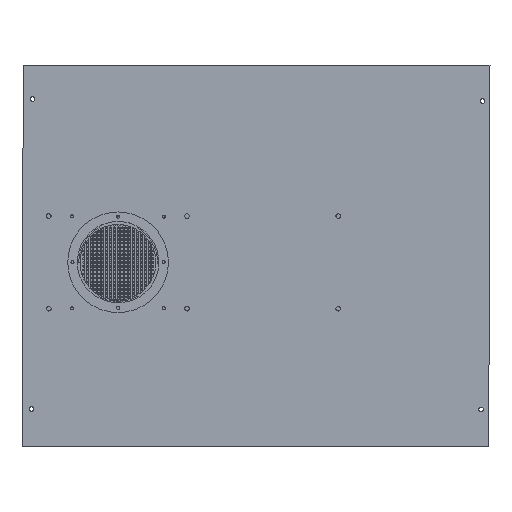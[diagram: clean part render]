
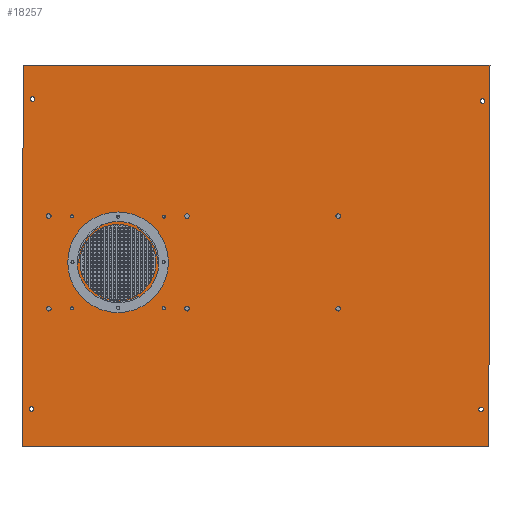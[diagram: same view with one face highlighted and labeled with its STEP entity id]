
A CAD part, top view. The second image highlights one B-rep face of the part: STEP entity #18257.
In plain terms, the highlighted planar face has unit normal (0, 0, 1).
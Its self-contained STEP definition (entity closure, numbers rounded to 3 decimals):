
#490=FACE_BOUND('',#2914,.T.);
#491=FACE_BOUND('',#2915,.T.);
#492=FACE_BOUND('',#2916,.T.);
#493=FACE_BOUND('',#2917,.T.);
#494=FACE_BOUND('',#2918,.T.);
#495=FACE_BOUND('',#2919,.T.);
#496=FACE_BOUND('',#2920,.T.);
#497=FACE_BOUND('',#2921,.T.);
#498=FACE_BOUND('',#2922,.T.);
#499=FACE_BOUND('',#2923,.T.);
#500=FACE_BOUND('',#2924,.T.);
#501=FACE_BOUND('',#2925,.T.);
#502=FACE_BOUND('',#2926,.T.);
#503=FACE_BOUND('',#2927,.T.);
#504=FACE_BOUND('',#2928,.T.);
#505=FACE_BOUND('',#2929,.T.);
#506=FACE_BOUND('',#2930,.T.);
#507=FACE_BOUND('',#2931,.T.);
#508=FACE_BOUND('',#2932,.T.);
#1900=PLANE('',#19407);
#2057=FACE_OUTER_BOUND('',#2913,.T.);
#2913=EDGE_LOOP('',(#12736,#12737,#12738,#12739));
#2914=EDGE_LOOP('',(#12740));
#2915=EDGE_LOOP('',(#12741));
#2916=EDGE_LOOP('',(#12742));
#2917=EDGE_LOOP('',(#12743));
#2918=EDGE_LOOP('',(#12744));
#2919=EDGE_LOOP('',(#12745));
#2920=EDGE_LOOP('',(#12746));
#2921=EDGE_LOOP('',(#12747));
#2922=EDGE_LOOP('',(#12748));
#2923=EDGE_LOOP('',(#12749));
#2924=EDGE_LOOP('',(#12750));
#2925=EDGE_LOOP('',(#12751));
#2926=EDGE_LOOP('',(#12752));
#2927=EDGE_LOOP('',(#12753));
#2928=EDGE_LOOP('',(#12754));
#2929=EDGE_LOOP('',(#12755));
#2930=EDGE_LOOP('',(#12756));
#2931=EDGE_LOOP('',(#12757));
#2932=EDGE_LOOP('',(#12758));
#5173=LINE('',#27672,#6169);
#5176=LINE('',#27678,#6172);
#5179=LINE('',#27684,#6175);
#5182=LINE('',#27688,#6178);
#6169=VECTOR('',#21888,10.);
#6172=VECTOR('',#21893,10.);
#6175=VECTOR('',#21898,10.);
#6178=VECTOR('',#21903,10.);
#7144=CIRCLE('',#19347,1.);
#7146=CIRCLE('',#19350,1.);
#7148=CIRCLE('',#19353,1.);
#7150=CIRCLE('',#19356,1.5);
#7152=CIRCLE('',#19359,1.5);
#7154=CIRCLE('',#19362,1.5);
#7156=CIRCLE('',#19365,1.5);
#7158=CIRCLE('',#19368,1.);
#7160=CIRCLE('',#19371,1.5);
#7162=CIRCLE('',#19374,1.5);
#7164=CIRCLE('',#19377,1.5);
#7166=CIRCLE('',#19380,1.);
#7168=CIRCLE('',#19383,1.5);
#7170=CIRCLE('',#19386,1.);
#7172=CIRCLE('',#19389,1.5);
#7174=CIRCLE('',#19392,1.);
#7176=CIRCLE('',#19395,1.);
#7178=CIRCLE('',#19398,1.5);
#7180=CIRCLE('',#19401,25.);
#8584=VERTEX_POINT('',#27552);
#8586=VERTEX_POINT('',#27558);
#8588=VERTEX_POINT('',#27564);
#8590=VERTEX_POINT('',#27570);
#8592=VERTEX_POINT('',#27576);
#8594=VERTEX_POINT('',#27582);
#8596=VERTEX_POINT('',#27588);
#8598=VERTEX_POINT('',#27594);
#8600=VERTEX_POINT('',#27600);
#8602=VERTEX_POINT('',#27606);
#8604=VERTEX_POINT('',#27612);
#8606=VERTEX_POINT('',#27618);
#8608=VERTEX_POINT('',#27624);
#8610=VERTEX_POINT('',#27630);
#8612=VERTEX_POINT('',#27636);
#8614=VERTEX_POINT('',#27642);
#8616=VERTEX_POINT('',#27648);
#8618=VERTEX_POINT('',#27654);
#8620=VERTEX_POINT('',#27660);
#8624=VERTEX_POINT('',#27669);
#8625=VERTEX_POINT('',#27671);
#8627=VERTEX_POINT('',#27677);
#8629=VERTEX_POINT('',#27683);
#10208=EDGE_CURVE('',#8584,#8584,#7144,.T.);
#10211=EDGE_CURVE('',#8586,#8586,#7146,.T.);
#10214=EDGE_CURVE('',#8588,#8588,#7148,.T.);
#10217=EDGE_CURVE('',#8590,#8590,#7150,.T.);
#10220=EDGE_CURVE('',#8592,#8592,#7152,.T.);
#10223=EDGE_CURVE('',#8594,#8594,#7154,.T.);
#10226=EDGE_CURVE('',#8596,#8596,#7156,.T.);
#10229=EDGE_CURVE('',#8598,#8598,#7158,.T.);
#10232=EDGE_CURVE('',#8600,#8600,#7160,.T.);
#10235=EDGE_CURVE('',#8602,#8602,#7162,.T.);
#10238=EDGE_CURVE('',#8604,#8604,#7164,.T.);
#10241=EDGE_CURVE('',#8606,#8606,#7166,.T.);
#10244=EDGE_CURVE('',#8608,#8608,#7168,.T.);
#10247=EDGE_CURVE('',#8610,#8610,#7170,.T.);
#10250=EDGE_CURVE('',#8612,#8612,#7172,.T.);
#10253=EDGE_CURVE('',#8614,#8614,#7174,.T.);
#10256=EDGE_CURVE('',#8616,#8616,#7176,.T.);
#10259=EDGE_CURVE('',#8618,#8618,#7178,.T.);
#10262=EDGE_CURVE('',#8620,#8620,#7180,.T.);
#10267=EDGE_CURVE('',#8625,#8624,#5173,.T.);
#10270=EDGE_CURVE('',#8627,#8625,#5176,.T.);
#10273=EDGE_CURVE('',#8629,#8627,#5179,.T.);
#10276=EDGE_CURVE('',#8624,#8629,#5182,.T.);
#12736=ORIENTED_EDGE('',*,*,#10276,.T.);
#12737=ORIENTED_EDGE('',*,*,#10273,.T.);
#12738=ORIENTED_EDGE('',*,*,#10270,.T.);
#12739=ORIENTED_EDGE('',*,*,#10267,.T.);
#12740=ORIENTED_EDGE('',*,*,#10262,.T.);
#12741=ORIENTED_EDGE('',*,*,#10259,.T.);
#12742=ORIENTED_EDGE('',*,*,#10256,.T.);
#12743=ORIENTED_EDGE('',*,*,#10253,.T.);
#12744=ORIENTED_EDGE('',*,*,#10250,.T.);
#12745=ORIENTED_EDGE('',*,*,#10247,.T.);
#12746=ORIENTED_EDGE('',*,*,#10244,.T.);
#12747=ORIENTED_EDGE('',*,*,#10241,.T.);
#12748=ORIENTED_EDGE('',*,*,#10238,.T.);
#12749=ORIENTED_EDGE('',*,*,#10235,.T.);
#12750=ORIENTED_EDGE('',*,*,#10232,.T.);
#12751=ORIENTED_EDGE('',*,*,#10229,.T.);
#12752=ORIENTED_EDGE('',*,*,#10226,.T.);
#12753=ORIENTED_EDGE('',*,*,#10223,.T.);
#12754=ORIENTED_EDGE('',*,*,#10220,.T.);
#12755=ORIENTED_EDGE('',*,*,#10217,.T.);
#12756=ORIENTED_EDGE('',*,*,#10214,.T.);
#12757=ORIENTED_EDGE('',*,*,#10211,.T.);
#12758=ORIENTED_EDGE('',*,*,#10208,.T.);
#18257=ADVANCED_FACE('',(#2057,#490,#491,#492,#493,#494,#495,#496,#497,
#498,#499,#500,#501,#502,#503,#504,#505,#506,#507,#508),#1900,.T.);
#19347=AXIS2_PLACEMENT_3D('',#27553,#21753,#21754);
#19350=AXIS2_PLACEMENT_3D('',#27559,#21760,#21761);
#19353=AXIS2_PLACEMENT_3D('',#27565,#21767,#21768);
#19356=AXIS2_PLACEMENT_3D('',#27571,#21774,#21775);
#19359=AXIS2_PLACEMENT_3D('',#27577,#21781,#21782);
#19362=AXIS2_PLACEMENT_3D('',#27583,#21788,#21789);
#19365=AXIS2_PLACEMENT_3D('',#27589,#21795,#21796);
#19368=AXIS2_PLACEMENT_3D('',#27595,#21802,#21803);
#19371=AXIS2_PLACEMENT_3D('',#27601,#21809,#21810);
#19374=AXIS2_PLACEMENT_3D('',#27607,#21816,#21817);
#19377=AXIS2_PLACEMENT_3D('',#27613,#21823,#21824);
#19380=AXIS2_PLACEMENT_3D('',#27619,#21830,#21831);
#19383=AXIS2_PLACEMENT_3D('',#27625,#21837,#21838);
#19386=AXIS2_PLACEMENT_3D('',#27631,#21844,#21845);
#19389=AXIS2_PLACEMENT_3D('',#27637,#21851,#21852);
#19392=AXIS2_PLACEMENT_3D('',#27643,#21858,#21859);
#19395=AXIS2_PLACEMENT_3D('',#27649,#21865,#21866);
#19398=AXIS2_PLACEMENT_3D('',#27655,#21872,#21873);
#19401=AXIS2_PLACEMENT_3D('',#27661,#21879,#21880);
#19407=AXIS2_PLACEMENT_3D('',#27689,#21904,#21905);
#21753=DIRECTION('center_axis',(0.,0.,-1.));
#21754=DIRECTION('ref_axis',(1.,0.,0.));
#21760=DIRECTION('center_axis',(0.,0.,-1.));
#21761=DIRECTION('ref_axis',(1.,0.,0.));
#21767=DIRECTION('center_axis',(0.,0.,-1.));
#21768=DIRECTION('ref_axis',(1.,0.,0.));
#21774=DIRECTION('center_axis',(0.,0.,-1.));
#21775=DIRECTION('ref_axis',(1.,0.,0.));
#21781=DIRECTION('center_axis',(0.,0.,-1.));
#21782=DIRECTION('ref_axis',(1.,0.,0.));
#21788=DIRECTION('center_axis',(0.,0.,-1.));
#21789=DIRECTION('ref_axis',(1.,0.,0.));
#21795=DIRECTION('center_axis',(0.,0.,-1.));
#21796=DIRECTION('ref_axis',(1.,0.,0.));
#21802=DIRECTION('center_axis',(0.,0.,-1.));
#21803=DIRECTION('ref_axis',(1.,0.,0.));
#21809=DIRECTION('center_axis',(0.,0.,-1.));
#21810=DIRECTION('ref_axis',(1.,0.,0.));
#21816=DIRECTION('center_axis',(0.,0.,-1.));
#21817=DIRECTION('ref_axis',(1.,0.,0.));
#21823=DIRECTION('center_axis',(0.,0.,-1.));
#21824=DIRECTION('ref_axis',(1.,0.,0.));
#21830=DIRECTION('center_axis',(0.,0.,-1.));
#21831=DIRECTION('ref_axis',(1.,0.,0.));
#21837=DIRECTION('center_axis',(0.,0.,-1.));
#21838=DIRECTION('ref_axis',(1.,0.,0.));
#21844=DIRECTION('center_axis',(0.,0.,-1.));
#21845=DIRECTION('ref_axis',(1.,0.,0.));
#21851=DIRECTION('center_axis',(0.,0.,-1.));
#21852=DIRECTION('ref_axis',(1.,0.,0.));
#21858=DIRECTION('center_axis',(0.,0.,-1.));
#21859=DIRECTION('ref_axis',(1.,0.,0.));
#21865=DIRECTION('center_axis',(0.,0.,-1.));
#21866=DIRECTION('ref_axis',(1.,0.,0.));
#21872=DIRECTION('center_axis',(0.,0.,-1.));
#21873=DIRECTION('ref_axis',(1.,0.,0.));
#21879=DIRECTION('center_axis',(0.,0.,-1.));
#21880=DIRECTION('ref_axis',(1.,0.,0.));
#21888=DIRECTION('',(0.003,1.,0.));
#21893=DIRECTION('',(1.,0.,0.));
#21898=DIRECTION('',(-0.003,-1.,0.));
#21903=DIRECTION('',(-1.,-0.001,0.));
#21904=DIRECTION('center_axis',(0.,0.,1.));
#21905=DIRECTION('ref_axis',(1.,0.,0.));
#27552=CARTESIAN_POINT('',(58.,30.5,0.75));
#27553=CARTESIAN_POINT('Origin',(59.,30.5,0.75));
#27558=CARTESIAN_POINT('',(88.,60.5,0.75));
#27559=CARTESIAN_POINT('Origin',(89.,60.5,0.75));
#27564=CARTESIAN_POINT('',(28.,60.5,0.75));
#27565=CARTESIAN_POINT('Origin',(29.,60.5,0.75));
#27570=CARTESIAN_POINT('',(297.633,166.704,0.75));
#27571=CARTESIAN_POINT('Origin',(299.133,166.704,0.75));
#27576=CARTESIAN_POINT('',(103.,30.,0.75));
#27577=CARTESIAN_POINT('Origin',(104.5,30.,0.75));
#27582=CARTESIAN_POINT('',(1.4,168.,0.75));
#27583=CARTESIAN_POINT('Origin',(2.9,168.,0.75));
#27588=CARTESIAN_POINT('',(12.,30.,0.75));
#27589=CARTESIAN_POINT('Origin',(13.5,30.,0.75));
#27594=CARTESIAN_POINT('',(58.,90.5,0.75));
#27595=CARTESIAN_POINT('Origin',(59.,90.5,0.75));
#27600=CARTESIAN_POINT('',(296.633,-36.296,0.75));
#27601=CARTESIAN_POINT('Origin',(298.133,-36.296,0.75));
#27606=CARTESIAN_POINT('',(202.5,91.,0.75));
#27607=CARTESIAN_POINT('Origin',(204.,91.,0.75));
#27612=CARTESIAN_POINT('',(202.5,30.,0.75));
#27613=CARTESIAN_POINT('Origin',(204.,30.,0.75));
#27618=CARTESIAN_POINT('',(27.871,90.745,0.75));
#27619=CARTESIAN_POINT('Origin',(28.871,90.745,0.75));
#27624=CARTESIAN_POINT('',(0.5,-36.,0.75));
#27625=CARTESIAN_POINT('Origin',(2.,-36.,0.75));
#27630=CARTESIAN_POINT('',(88.149,30.322,0.75));
#27631=CARTESIAN_POINT('Origin',(89.149,30.322,0.75));
#27636=CARTESIAN_POINT('',(12.,91.,0.75));
#27637=CARTESIAN_POINT('Origin',(13.5,91.,0.75));
#27642=CARTESIAN_POINT('',(88.2,90.7,0.75));
#27643=CARTESIAN_POINT('Origin',(89.2,90.7,0.75));
#27648=CARTESIAN_POINT('',(27.8,30.3,0.75));
#27649=CARTESIAN_POINT('Origin',(28.8,30.3,0.75));
#27654=CARTESIAN_POINT('',(103.,91.,0.75));
#27655=CARTESIAN_POINT('Origin',(104.5,91.,0.75));
#27660=CARTESIAN_POINT('',(34.,60.5,0.75));
#27661=CARTESIAN_POINT('Origin',(59.,60.5,0.75));
#27669=CARTESIAN_POINT('',(303.972,190.384,0.75));
#27671=CARTESIAN_POINT('',(303.134,-60.928,0.75));
#27672=CARTESIAN_POINT('',(303.972,190.384,0.75));
#27677=CARTESIAN_POINT('',(-4.127,-60.86,0.75));
#27678=CARTESIAN_POINT('',(-4.127,-60.86,0.75));
#27683=CARTESIAN_POINT('',(-3.288,190.,0.75));
#27684=CARTESIAN_POINT('',(-3.288,190.,0.75));
#27688=CARTESIAN_POINT('',(303.972,190.384,0.75));
#27689=CARTESIAN_POINT('Origin',(149.922,64.728,0.75));
